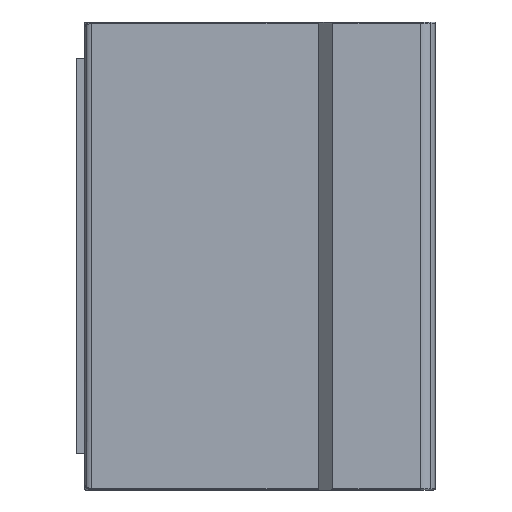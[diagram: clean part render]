
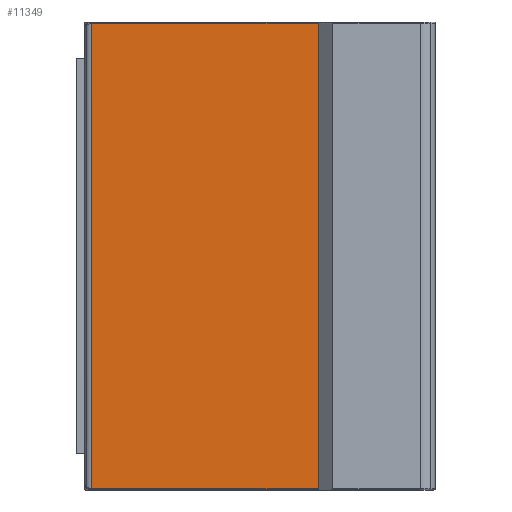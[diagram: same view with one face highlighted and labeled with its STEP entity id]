
A CAD part, left-side view. The second image highlights one B-rep face of the part: STEP entity #11349.
In plain terms, the highlighted planar face has unit normal (-1, 0, 0).
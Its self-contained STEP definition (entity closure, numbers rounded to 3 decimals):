
#281 = VERTEX_POINT ( 'NONE', #13223 ) ;
#1337 = ORIENTED_EDGE ( 'NONE', *, *, #14061, .F. ) ;
#1353 = LINE ( 'NONE', #6021, #4048 ) ;
#1831 = CARTESIAN_POINT ( 'NONE',  ( -17., 8., -31.9 ) ) ;
#2508 = VECTOR ( 'NONE', #8615, 1000. ) ;
#2776 = EDGE_CURVE ( 'NONE', #3188, #10473, #6068, .T. ) ;
#2791 = CARTESIAN_POINT ( 'NONE',  ( -17., 24., -32. ) ) ;
#2872 = VERTEX_POINT ( 'NONE', #14207 ) ;
#3066 = DIRECTION ( 'NONE',  ( 0., 1., 0. ) ) ;
#3154 = ORIENTED_EDGE ( 'NONE', *, *, #6309, .F. ) ;
#3188 = VERTEX_POINT ( 'NONE', #1831 ) ;
#3445 = AXIS2_PLACEMENT_3D ( 'NONE', #2791, #4307, #3066 ) ;
#3716 = PLANE ( 'NONE',  #3445 ) ;
#4048 = VECTOR ( 'NONE', #8335, 1000. ) ;
#4307 = DIRECTION ( 'NONE',  ( -1., 0., 0. ) ) ;
#4629 = LINE ( 'NONE', #11813, #10320 ) ;
#6021 = CARTESIAN_POINT ( 'NONE',  ( -17., 17.464, -0.1 ) ) ;
#6026 = DIRECTION ( 'NONE',  ( 0., 1., 0. ) ) ;
#6068 = LINE ( 'NONE', #10835, #2508 ) ;
#6242 = EDGE_LOOP ( 'NONE', ( #1337, #9706, #9069, #3154 ) ) ;
#6309 = EDGE_CURVE ( 'NONE', #2872, #10473, #1353, .T. ) ;
#8335 = DIRECTION ( 'NONE',  ( 0., -1., 0. ) ) ;
#8563 = EDGE_CURVE ( 'NONE', #3188, #281, #4629, .T. ) ;
#8615 = DIRECTION ( 'NONE',  ( 0., 0., 1. ) ) ;
#9069 = ORIENTED_EDGE ( 'NONE', *, *, #2776, .T. ) ;
#9706 = ORIENTED_EDGE ( 'NONE', *, *, #8563, .F. ) ;
#9761 = CARTESIAN_POINT ( 'NONE',  ( -17., 23.5, -32. ) ) ;
#10320 = VECTOR ( 'NONE', #6026, 1000. ) ;
#10473 = VERTEX_POINT ( 'NONE', #13055 ) ;
#10835 = CARTESIAN_POINT ( 'NONE',  ( -17., 8., -32. ) ) ;
#11349 = ADVANCED_FACE ( 'NONE', ( #14224 ), #3716, .T. ) ;
#11813 = CARTESIAN_POINT ( 'NONE',  ( -17., 17.464, -31.9 ) ) ;
#11836 = VECTOR ( 'NONE', #13234, 1000. ) ;
#12005 = LINE ( 'NONE', #9761, #11836 ) ;
#13055 = CARTESIAN_POINT ( 'NONE',  ( -17., 8., -0.1 ) ) ;
#13223 = CARTESIAN_POINT ( 'NONE',  ( -17., 23.5, -31.9 ) ) ;
#13234 = DIRECTION ( 'NONE',  ( 0., 0., 1. ) ) ;
#14061 = EDGE_CURVE ( 'NONE', #281, #2872, #12005, .T. ) ;
#14207 = CARTESIAN_POINT ( 'NONE',  ( -17., 23.5, -0.1 ) ) ;
#14224 = FACE_OUTER_BOUND ( 'NONE', #6242, .T. ) ;
